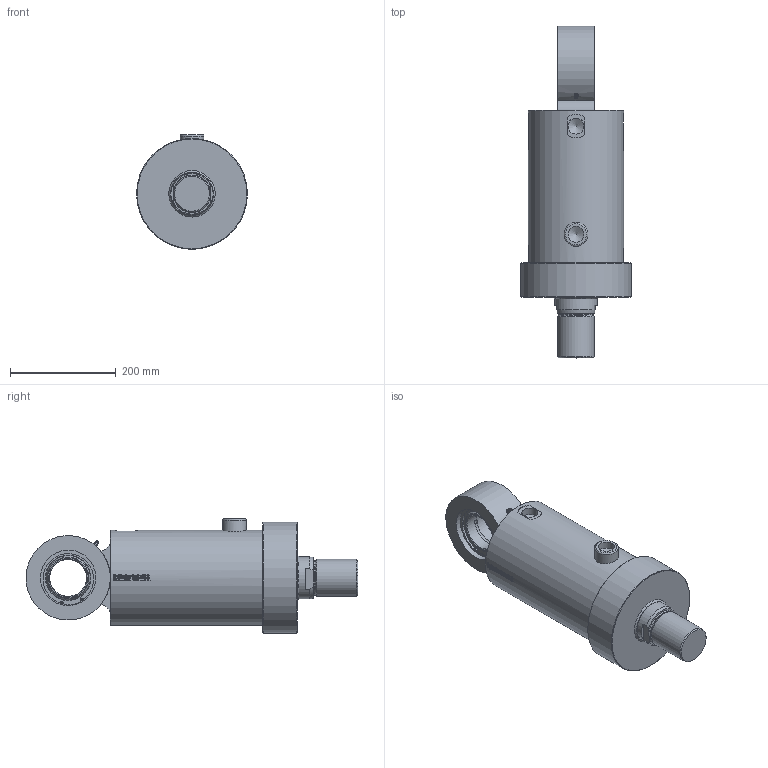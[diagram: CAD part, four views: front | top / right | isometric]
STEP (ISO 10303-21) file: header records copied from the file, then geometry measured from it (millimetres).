
FILE_DESCRIPTION((''),'2;1');
FILE_NAME('DVLG160_80.stp','2010-01-26T14:12:06',('tribel'),(''),'Autodesk Inventor 2009','Autodesk Inventor 2009','');
FILE_SCHEMA(('AUTOMOTIVE_DESIGN { 1 0 10303 214 1 1 1 1 }'));
Length unit declared in the file: millimetre
Products named in the file (6): DVLG160_80; DVLG160_80_body; DVLG160_80_stang; DVLG160_80_Parameters; Klinkby.øye70.rund.komplett; sveis
Assembly tree (6 placements, depth 2):
  DVLG160_80
    DVLG160_80_body
    DVLG160_80_stang
    DVLG160_80_Parameters
    Klinkby.øye70.rund.komplett
    sveis  x2
Bounding box: 210 x 628.77 x 217 mm (x, y, z)
Volume: 7904105.9 mm3; surface area: 728940.2 mm2
Topology: 5 solids, 7 shells, 582 faces, 1533 edges, 1008 vertices
Faces by surface type: plane 294, bspline 155, cylinder 87, cone 34, torus 8, sphere 4
Full cylindrical faces by diameter (mm): 3 x1, 3.5 x4, 5.714 x2, 6.95 x2, 45 x1, 67 x1, 70 x3, 80 x2, 105 x5, 109 x2, 160 x3, 180 x1, 210 x1
Entity records: 47687 total; most frequent: CARTESIAN_POINT 34848, ORIENTED_EDGE 2838, DIRECTION 2023, EDGE_CURVE 1421, VERTEX_POINT 967, AXIS2_PLACEMENT_3D 741, EDGE_LOOP 709, FACE_OUTER_BOUND 577
